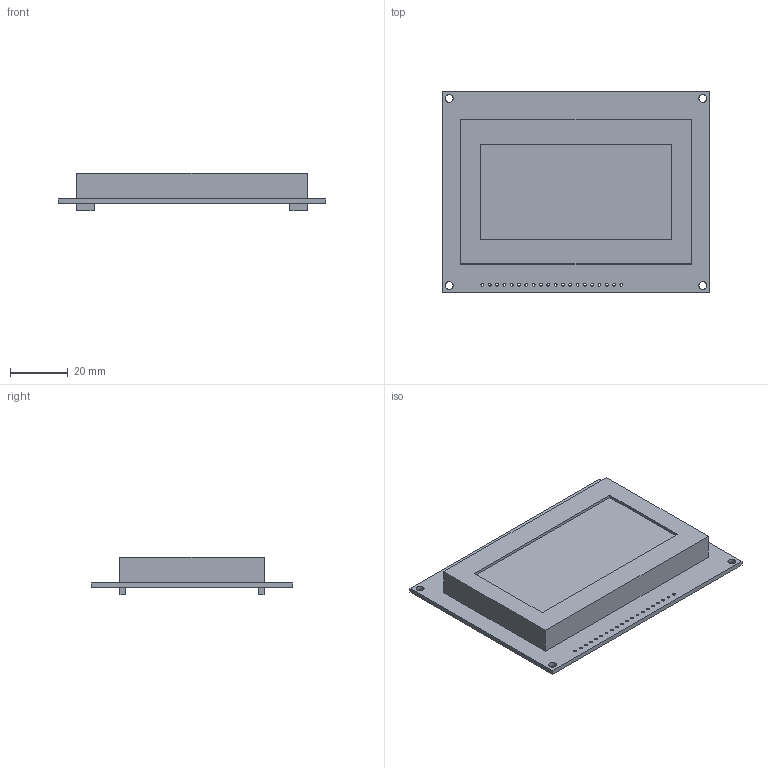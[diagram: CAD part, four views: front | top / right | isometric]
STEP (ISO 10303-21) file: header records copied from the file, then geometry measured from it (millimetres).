
FILE_DESCRIPTION(('STEP AP203'), '1');
FILE_NAME('Äèñïëåé MT-12864A-3FLA-3V0-T', '2020-01-15T13:45:25', ('user'), (''), 'ASCON STEP Converter 1.3', 'ASCON Math Kernel', '');
FILE_SCHEMA(('CONFIG_CONTROL_DESIGN'));
Length unit declared in the file: millimetre
Bounding box: 93 x 70 x 13 mm (x, y, z)
Volume: 43863.1 mm3; surface area: 16292.7 mm2
Topology: 1 solids, 1 shells, 60 faces, 156 edges, 104 vertices
Faces by surface type: plane 36, cylinder 24
Full cylindrical faces by diameter (mm): 1 x20, 2.7 x4
Entity records: 2348 total; most frequent: DIRECTION 302, CARTESIAN_POINT 297, ORIENTED_EDGE 264, EDGE_LOOP 138, EDGE_CURVE 132, AXIS2_PLACEMENT_3D 109, VERTEX_POINT 104, FACE_BOUND 90
